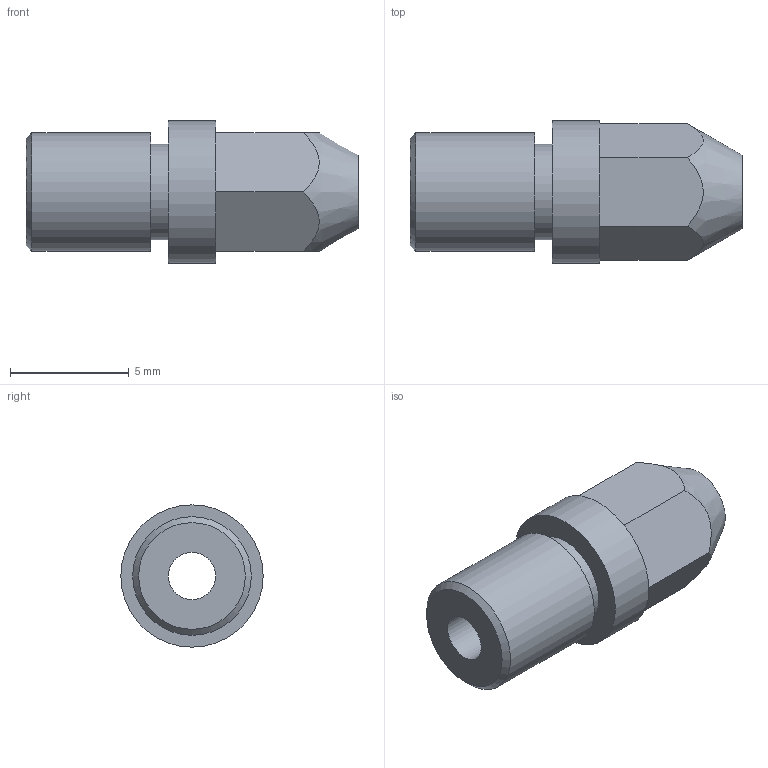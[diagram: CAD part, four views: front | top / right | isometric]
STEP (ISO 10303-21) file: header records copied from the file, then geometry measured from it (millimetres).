
FILE_DESCRIPTION(/* description */ ('HOTEND ONE BODY TAPON'),/* implementation_level */ '2;1');
FILE_NAME(/* name */ 'C04H030094-hotend-heat-core-cover.stp',/* time_stamp */ '2014-12-22T16:14:52+01:00',/* author */ ('MARCHA TECHNOLOGY'),/* organization */ ('MARCHA TECHNOLOGY SL'),/* preprocessor_version */ 'ST-DEVELOPER v15.6',/* originating_system */ 'Autodesk Inventor 2015',/* authorisation */ '');
FILE_SCHEMA (('CONFIG_CONTROL_DESIGN'));
Length unit declared in the file: millimetre
Products named in the file (1): C04H030094-hotend-heat-core-cover
Bounding box: 14 x 6 x 6 mm (x, y, z)
Volume: 238.7 mm3; surface area: 363.5 mm2
Topology: 1 solids, 1 shells, 18 faces, 36 edges, 23 vertices
Faces by surface type: plane 11, cylinder 4, cone 3
Full cylindrical faces by diameter (mm): 2 x1, 4.019 x1, 5 x1, 6 x1
Entity records: 454 total; most frequent: CARTESIAN_POINT 83, DIRECTION 72, ORIENTED_EDGE 58, EDGE_LOOP 30, AXIS2_PLACEMENT_3D 30, EDGE_CURVE 29, VERTEX_POINT 23, FACE_OUTER_BOUND 18
